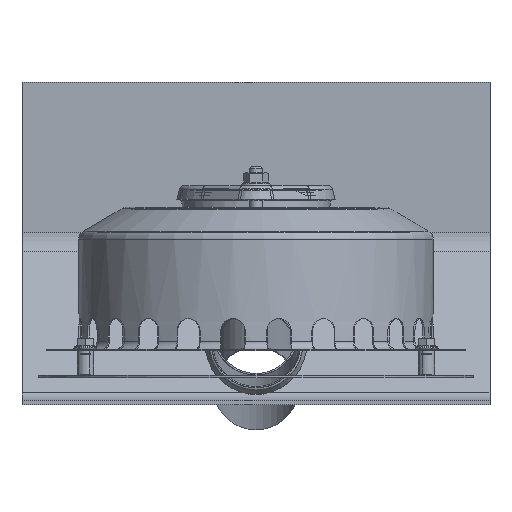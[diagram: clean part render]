
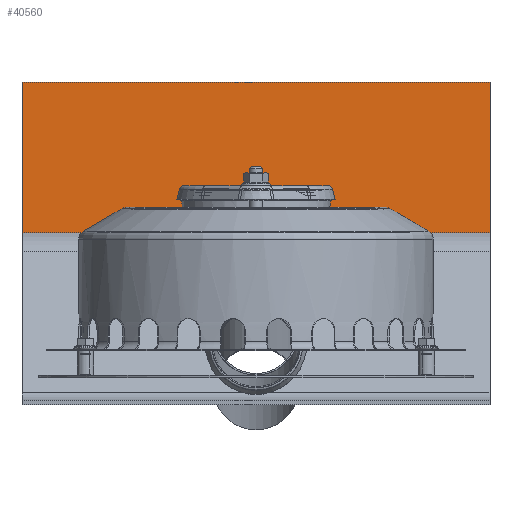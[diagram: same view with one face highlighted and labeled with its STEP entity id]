
A CAD part, left-side view. The second image highlights one B-rep face of the part: STEP entity #40560.
In plain terms, the highlighted planar face has unit normal (-1, 0, 0).
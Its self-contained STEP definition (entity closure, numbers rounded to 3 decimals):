
#2674=PLANE('',#43000);
#4565=FACE_OUTER_BOUND('',#7231,.T.);
#7231=EDGE_LOOP('',(#38367,#38368,#38369,#38370));
#12544=LINE('',#69087,#17292);
#12551=LINE('',#69105,#17299);
#12553=LINE('',#69109,#17301);
#12554=LINE('',#69110,#17302);
#17292=VECTOR('',#52575,1.);
#17299=VECTOR('',#52594,1.);
#17301=VECTOR('',#52598,1.);
#17302=VECTOR('',#52599,1.);
#21381=VERTEX_POINT('',#69084);
#21382=VERTEX_POINT('',#69086);
#21387=VERTEX_POINT('',#69104);
#21388=VERTEX_POINT('',#69108);
#27049=EDGE_CURVE('',#21382,#21381,#12544,.T.);
#27058=EDGE_CURVE('',#21382,#21387,#12551,.T.);
#27060=EDGE_CURVE('',#21381,#21388,#12553,.T.);
#27061=EDGE_CURVE('',#21387,#21388,#12554,.T.);
#38367=ORIENTED_EDGE('',*,*,#27060,.T.);
#38368=ORIENTED_EDGE('',*,*,#27061,.F.);
#38369=ORIENTED_EDGE('',*,*,#27058,.F.);
#38370=ORIENTED_EDGE('',*,*,#27049,.T.);
#40560=ADVANCED_FACE('',(#4565),#2674,.T.);
#43000=AXIS2_PLACEMENT_3D('',#69107,#52596,#52597);
#52575=DIRECTION('',(0.,0.,-1.));
#52594=DIRECTION('',(0.,-1.,0.));
#52596=DIRECTION('center_axis',(-1.,0.,0.));
#52597=DIRECTION('ref_axis',(0.,0.,
-1.));
#52598=DIRECTION('',(0.,-1.,0.));
#52599=DIRECTION('',(0.,0.,-1.));
#69084=CARTESIAN_POINT('',(7997.376,2397.86,147.487));
#69086=CARTESIAN_POINT('',(7997.376,2397.86,240.86));
#69087=CARTESIAN_POINT('',(7997.376,2397.86,240.86));
#69104=CARTESIAN_POINT('',(7997.376,2107.86,240.86));
#69105=CARTESIAN_POINT('',(7997.376,2491.739,240.86));
#69107=CARTESIAN_POINT('Origin',(7997.376,2491.739,240.86));
#69108=CARTESIAN_POINT('',(7997.376,2107.86,147.487));
#69109=CARTESIAN_POINT('',(7997.376,2491.739,147.487));
#69110=CARTESIAN_POINT('',(7997.376,2107.86,240.86));
